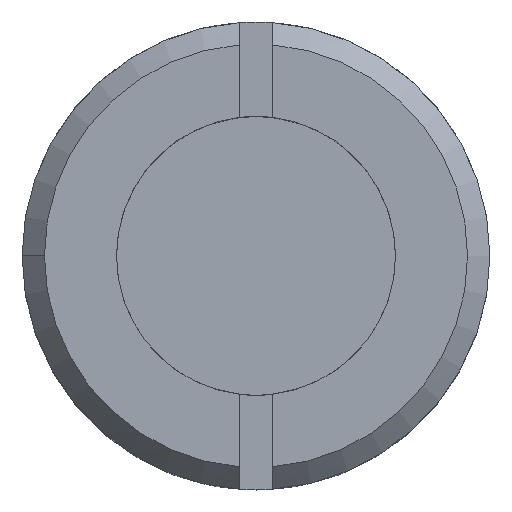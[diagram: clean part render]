
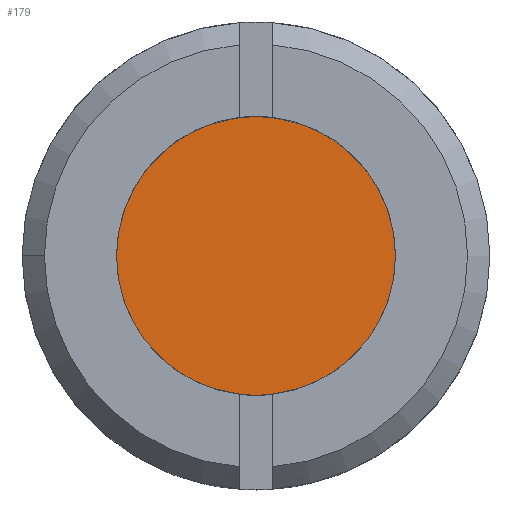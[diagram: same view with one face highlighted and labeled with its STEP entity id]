
A CAD part, top view. The second image highlights one B-rep face of the part: STEP entity #179.
In plain terms, the highlighted planar face has unit normal (0, 0, 1).
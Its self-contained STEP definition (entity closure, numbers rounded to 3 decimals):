
#12 = AXIS2_PLACEMENT_3D ( 'NONE', #664, #662, #661 ) ;
#36 = EDGE_CURVE ( 'NONE', #914, #911, #335, .T. ) ;
#50 = EDGE_CURVE ( 'NONE', #911, #914, #521, .T. ) ;
#113 = AXIS2_PLACEMENT_3D ( 'NONE', #613, #612, #610 ) ;
#119 = AXIS2_PLACEMENT_3D ( 'NONE', #873, #774, #773 ) ;
#179 = ADVANCED_FACE ( 'NONE', ( #232 ), #663, .T. ) ;
#232 = FACE_OUTER_BOUND ( 'NONE', #448, .T. ) ;
#335 = CIRCLE ( 'NONE', #113, 7. ) ;
#388 = ORIENTED_EDGE ( 'NONE', *, *, #50, .F. ) ;
#419 = ORIENTED_EDGE ( 'NONE', *, *, #36, .F. ) ;
#448 = EDGE_LOOP ( 'NONE', ( #419, #388 ) ) ;
#521 = CIRCLE ( 'NONE', #119, 7. ) ;
#610 = DIRECTION ( 'NONE',  ( -1., 0., 0. ) ) ;
#612 = DIRECTION ( 'NONE',  ( 0., 0., -1. ) ) ;
#613 = CARTESIAN_POINT ( 'NONE',  ( 0., 0., 3.2 ) ) ;
#661 = DIRECTION ( 'NONE',  ( -1., 0., 0. ) ) ;
#662 = DIRECTION ( 'NONE',  ( 0., 0., 1. ) ) ;
#663 = PLANE ( 'NONE',  #12 ) ;
#664 = CARTESIAN_POINT ( 'NONE',  ( 7.084, 7.084, 3.2 ) ) ;
#681 = CARTESIAN_POINT ( 'NONE',  ( -7., 0., 3.2 ) ) ;
#738 = CARTESIAN_POINT ( 'NONE',  ( 7., 0., 3.2 ) ) ;
#773 = DIRECTION ( 'NONE',  ( -1., 0., 0. ) ) ;
#774 = DIRECTION ( 'NONE',  ( 0., 0., -1. ) ) ;
#873 = CARTESIAN_POINT ( 'NONE',  ( 0., 0., 3.2 ) ) ;
#911 = VERTEX_POINT ( 'NONE', #738 ) ;
#914 = VERTEX_POINT ( 'NONE', #681 ) ;
